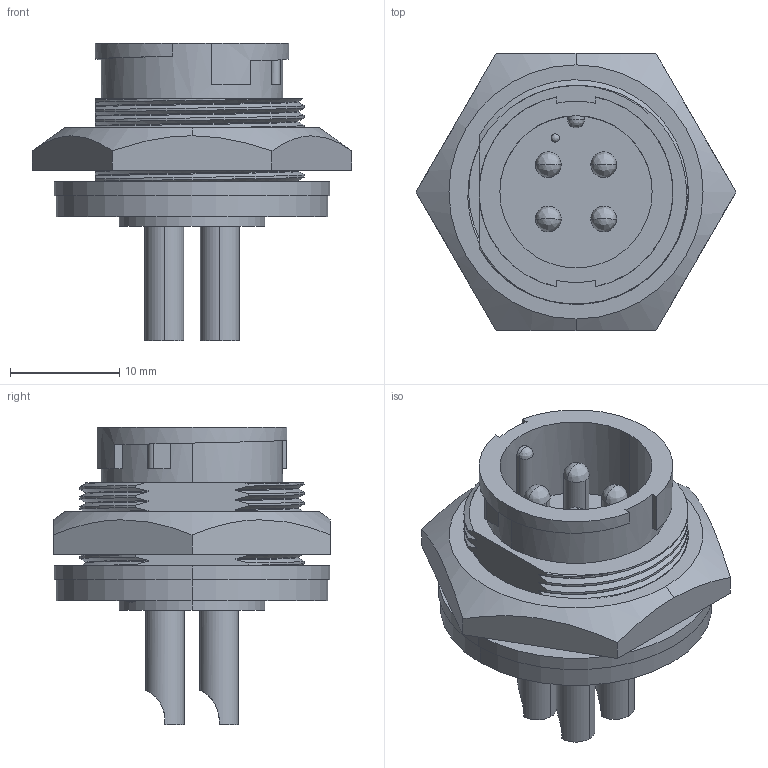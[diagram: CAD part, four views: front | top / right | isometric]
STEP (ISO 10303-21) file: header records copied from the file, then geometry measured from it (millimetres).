
FILE_DESCRIPTION (( 'STEP AP203' ), '1' );
FILE_NAME ('4182-4PG-300.STEP', '2012-10-05T15:19:28', ( 'J0FPBF1' ), ( '' ), 'SwSTEP 2.0', 'SolidWorks 2011', '' );
FILE_SCHEMA (( 'CONFIG_CONTROL_DESIGN' ));
Length unit declared in the file: inch
Products named in the file (1): 4182-4PG-300
Bounding box: 29.33 x 25.4 x 27.25 mm (x, y, z)
Volume: 5293.2 mm3; surface area: 4463.4 mm2
Topology: 2 solids, 2 shells, 146 faces, 395 edges, 258 vertices
Faces by surface type: cylinder 70, plane 38, bspline 36, cone 2
Entity records: 11579 total; most frequent: CARTESIAN_POINT 8253, ORIENTED_EDGE 770, DIRECTION 572, EDGE_CURVE 385, VERTEX_POINT 258, AXIS2_PLACEMENT_3D 215, EDGE_LOOP 163, FACE_OUTER_BOUND 146
